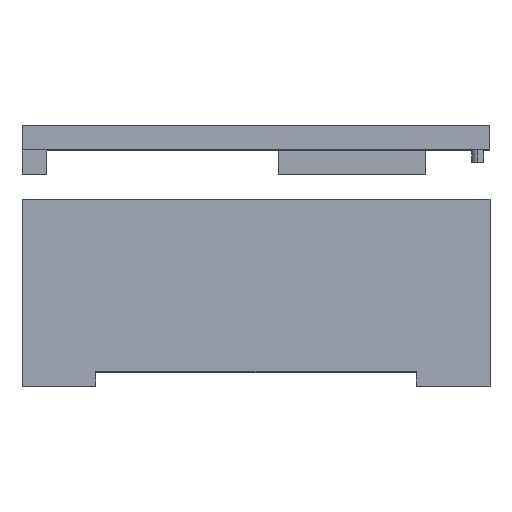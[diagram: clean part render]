
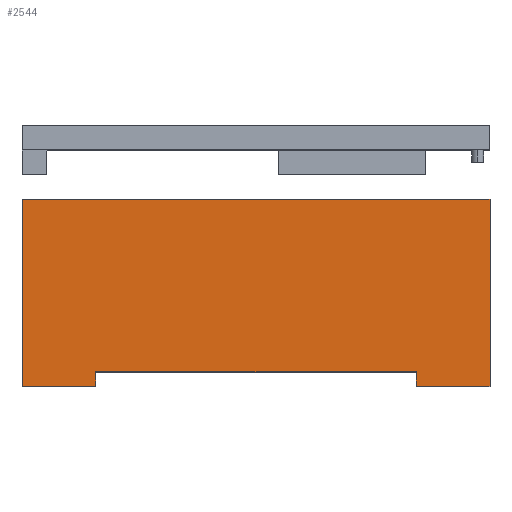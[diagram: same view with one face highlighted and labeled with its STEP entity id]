
A CAD part, top view. The second image highlights one B-rep face of the part: STEP entity #2544.
In plain terms, the highlighted planar face has unit normal (0, 0, 1).
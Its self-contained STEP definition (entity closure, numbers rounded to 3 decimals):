
#16 = ORIENTED_EDGE ( 'NONE', *, *, #2263, .F. ) ;
#35 = VECTOR ( 'NONE', #2056, 1000. ) ;
#42 = CARTESIAN_POINT ( 'NONE',  ( 32.5, -48., 30. ) ) ;
#59 = CARTESIAN_POINT ( 'NONE',  ( -47.5, -48., 30. ) ) ;
#80 = EDGE_CURVE ( 'NONE', #1555, #1278, #1925, .T. ) ;
#87 = VECTOR ( 'NONE', #1115, 1000. ) ;
#119 = DIRECTION ( 'NONE',  ( 0., 0., -1. ) ) ;
#130 = CARTESIAN_POINT ( 'NONE',  ( -47.5, -48., 30. ) ) ;
#200 = ORIENTED_EDGE ( 'NONE', *, *, #80, .T. ) ;
#237 = ORIENTED_EDGE ( 'NONE', *, *, #988, .F. ) ;
#272 = VECTOR ( 'NONE', #2403, 1000. ) ;
#279 = CARTESIAN_POINT ( 'NONE',  ( -47.5, -45., 30. ) ) ;
#380 = CARTESIAN_POINT ( 'NONE',  ( -47.5, -10., 30. ) ) ;
#420 = VERTEX_POINT ( 'NONE', #2736 ) ;
#451 = CARTESIAN_POINT ( 'NONE',  ( 32.5, -48., 30. ) ) ;
#463 = VECTOR ( 'NONE', #1200, 1000. ) ;
#483 = EDGE_CURVE ( 'NONE', #1278, #593, #2051, .T. ) ;
#537 = AXIS2_PLACEMENT_3D ( 'NONE', #1402, #119, #1618 ) ;
#556 = LINE ( 'NONE', #380, #1118 ) ;
#580 = EDGE_CURVE ( 'NONE', #743, #1794, #1383, .T. ) ;
#593 = VERTEX_POINT ( 'NONE', #1061 ) ;
#695 = CARTESIAN_POINT ( 'NONE',  ( -32.5, -45., 30. ) ) ;
#741 = VECTOR ( 'NONE', #2234, 1000. ) ;
#743 = VERTEX_POINT ( 'NONE', #1454 ) ;
#820 = DIRECTION ( 'NONE',  ( 1., 0., 0. ) ) ;
#845 = LINE ( 'NONE', #42, #272 ) ;
#870 = LINE ( 'NONE', #1746, #87 ) ;
#890 = CARTESIAN_POINT ( 'NONE',  ( 47.5, -10., 30. ) ) ;
#981 = CARTESIAN_POINT ( 'NONE',  ( -32.5, -48., 30. ) ) ;
#988 = EDGE_CURVE ( 'NONE', #1555, #1531, #1015, .T. ) ;
#1015 = LINE ( 'NONE', #130, #463 ) ;
#1061 = CARTESIAN_POINT ( 'NONE',  ( 32.5, -45., 30. ) ) ;
#1073 = EDGE_CURVE ( 'NONE', #420, #743, #556, .T. ) ;
#1079 = CARTESIAN_POINT ( 'NONE',  ( 47.5, -48., 30. ) ) ;
#1115 = DIRECTION ( 'NONE',  ( -1., 0., 0. ) ) ;
#1118 = VECTOR ( 'NONE', #820, 1000. ) ;
#1140 = CARTESIAN_POINT ( 'NONE',  ( -32.5, -48., 30. ) ) ;
#1200 = DIRECTION ( 'NONE',  ( -1., 0., 0. ) ) ;
#1234 = ORIENTED_EDGE ( 'NONE', *, *, #1479, .F. ) ;
#1278 = VERTEX_POINT ( 'NONE', #695 ) ;
#1294 = VERTEX_POINT ( 'NONE', #451 ) ;
#1295 = LINE ( 'NONE', #2681, #741 ) ;
#1325 = FACE_OUTER_BOUND ( 'NONE', #2252, .T. ) ;
#1383 = LINE ( 'NONE', #890, #2171 ) ;
#1402 = CARTESIAN_POINT ( 'NONE',  ( -47.5, -10., 30. ) ) ;
#1454 = CARTESIAN_POINT ( 'NONE',  ( 47.5, -10., 30. ) ) ;
#1479 = EDGE_CURVE ( 'NONE', #1294, #593, #845, .T. ) ;
#1531 = VERTEX_POINT ( 'NONE', #59 ) ;
#1555 = VERTEX_POINT ( 'NONE', #1140 ) ;
#1616 = ORIENTED_EDGE ( 'NONE', *, *, #580, .F. ) ;
#1618 = DIRECTION ( 'NONE',  ( -1., 0., 0. ) ) ;
#1646 = EDGE_CURVE ( 'NONE', #420, #1531, #1295, .T. ) ;
#1746 = CARTESIAN_POINT ( 'NONE',  ( 47.5, -48., 30. ) ) ;
#1757 = DIRECTION ( 'NONE',  ( 0., -1., 0. ) ) ;
#1782 = DIRECTION ( 'NONE',  ( 1., 0., 0. ) ) ;
#1794 = VERTEX_POINT ( 'NONE', #1079 ) ;
#1921 = ORIENTED_EDGE ( 'NONE', *, *, #1646, .T. ) ;
#1925 = LINE ( 'NONE', #981, #35 ) ;
#2051 = LINE ( 'NONE', #279, #2560 ) ;
#2056 = DIRECTION ( 'NONE',  ( 0., 1., 0. ) ) ;
#2120 = ORIENTED_EDGE ( 'NONE', *, *, #1073, .F. ) ;
#2171 = VECTOR ( 'NONE', #1757, 1000. ) ;
#2234 = DIRECTION ( 'NONE',  ( 0., -1., 0. ) ) ;
#2252 = EDGE_LOOP ( 'NONE', ( #1921, #237, #200, #2437, #1234, #16, #1616, #2120 ) ) ;
#2263 = EDGE_CURVE ( 'NONE', #1794, #1294, #870, .T. ) ;
#2403 = DIRECTION ( 'NONE',  ( 0., 1., 0. ) ) ;
#2437 = ORIENTED_EDGE ( 'NONE', *, *, #483, .T. ) ;
#2507 = PLANE ( 'NONE',  #537 ) ;
#2544 = ADVANCED_FACE ( 'NONE', ( #1325 ), #2507, .F. ) ;
#2560 = VECTOR ( 'NONE', #1782, 1000. ) ;
#2681 = CARTESIAN_POINT ( 'NONE',  ( -47.5, -10., 30. ) ) ;
#2736 = CARTESIAN_POINT ( 'NONE',  ( -47.5, -10., 30. ) ) ;
